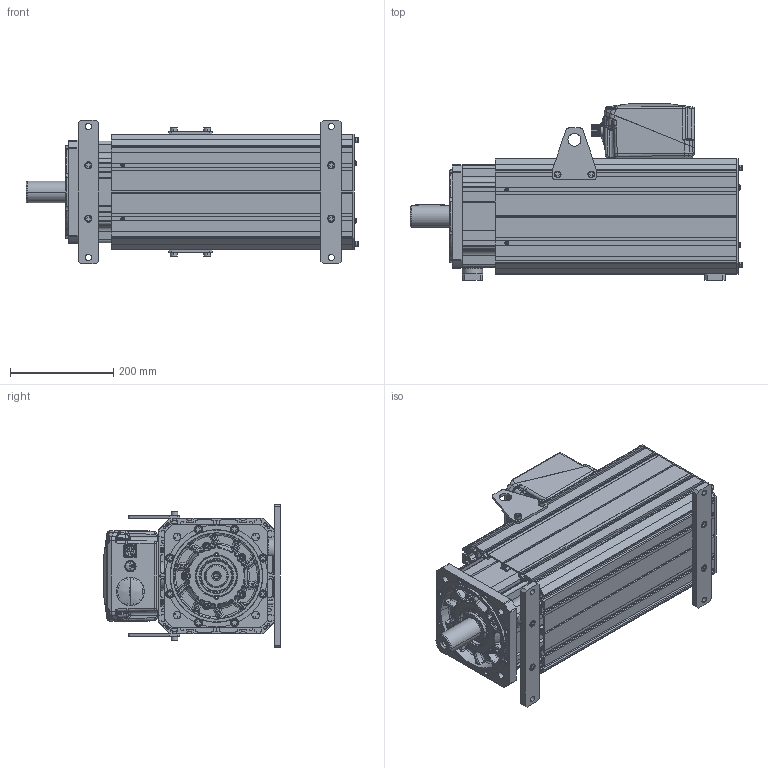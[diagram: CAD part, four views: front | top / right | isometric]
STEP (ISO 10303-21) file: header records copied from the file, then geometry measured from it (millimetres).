
FILE_DESCRIPTION((''),'2;1');
FILE_NAME('MOTOR_ASM_U31013F_SW0002','2016-06-16T',('zhangli-2'),(''),'PRO/ENGINEER BY PARAMETRIC TECHNOLOGY CORPORATION, 2010430','PRO/ENGINEER BY PARAMETRIC TECHNOLOGY CORPORATION, 2010430','');
FILE_SCHEMA(('CONFIG_CONTROL_DESIGN'));
Products named in the file (1): MOTOR_ASM_U31013F_SW0002
Bounding box: 644.1 x 342.8 x 278 mm (x, y, z)
Surface area: 2701278 mm2 (no closed solid volume)
Topology: 0 solids, 191 shells, 2637 faces, 8397 edges, 5880 vertices
Faces by surface type: plane 1156, cylinder 597, bspline 432, cone 197, torus 186, sphere 65, revolution 4
Entity records: 179458 total; most frequent: CARTESIAN_POINT 110267, ORIENTED_EDGE 13514, DIRECTION 13315, EDGE_CURVE 8393, VERTEX_POINT 5880, AXIS2_PLACEMENT_3D 4554, VECTOR 4203, LINE 4203
